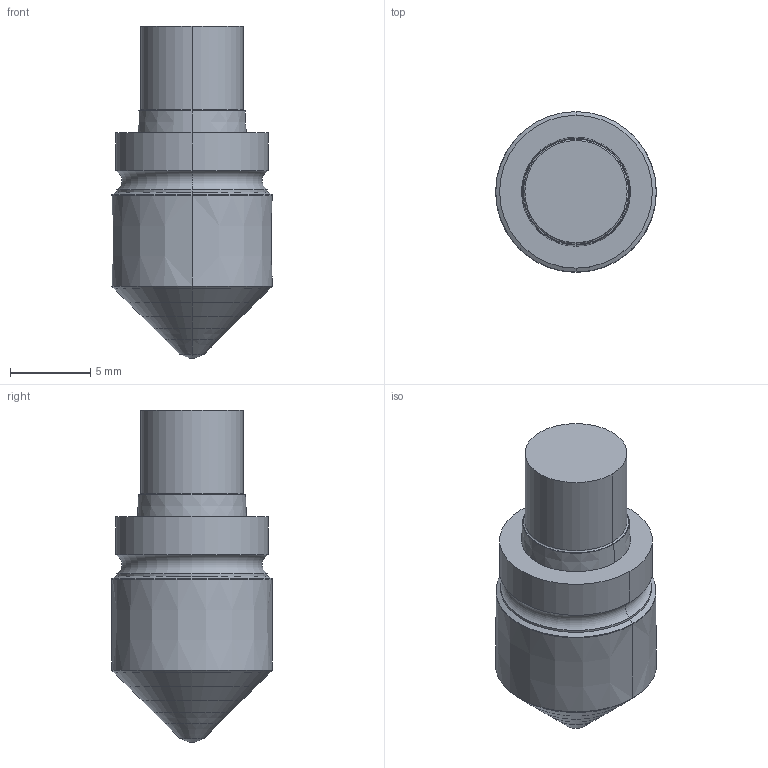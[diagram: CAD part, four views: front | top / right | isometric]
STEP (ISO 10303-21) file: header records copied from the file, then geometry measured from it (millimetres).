
FILE_DESCRIPTION((''),'2;1');
FILE_NAME('ASM0001','2017-03-24T',('ruebsamenm'),(''),'CREO PARAMETRIC BY PTC INC, 2016130','CREO PARAMETRIC BY PTC INC, 2016130','');
FILE_SCHEMA(('AUTOMOTIVE_DESIGN { 1 0 10303 214 1 1 1 1 }'));
Length unit declared in the file: millimetre
Products named in the file (3): CUT; NOCUT; ASM0001
Assembly tree (2 placements, depth 2):
  ASM0001
    CUT
    NOCUT
Bounding box: 10.01 x 10.01 x 20.65 mm (x, y, z)
Volume: 1055.9 mm3; surface area: 774.5 mm2
Topology: 2 solids, 2 shells, 38 faces, 72 edges, 40 vertices
Faces by surface type: cone 20, cylinder 8, plane 6, torus 4
Entity records: 1705 total; most frequent: DIRECTION 222, CARTESIAN_POINT 174, ORIENTED_EDGE 144, AXIS2_PLACEMENT_3D 95, PRESENTATION_STYLE_ASSIGNMENT 84, STYLED_ITEM 84, CURVE_STYLE 82, EDGE_CURVE 72
